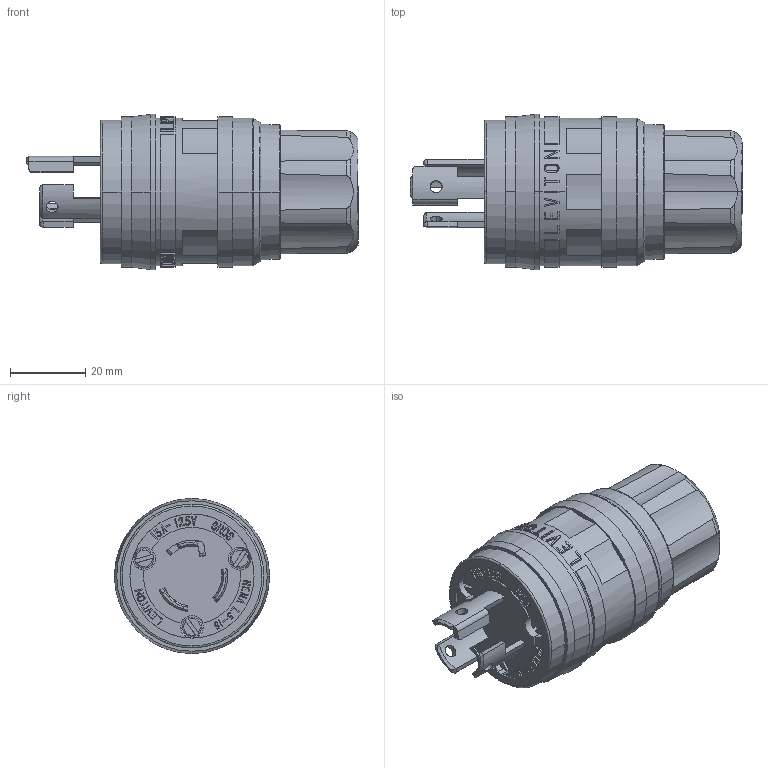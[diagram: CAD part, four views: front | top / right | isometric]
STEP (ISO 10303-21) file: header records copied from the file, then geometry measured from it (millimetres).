
FILE_DESCRIPTION (( 'STEP AP214' ), '1' );
FILE_NAME ('ORC6135-M01.STEP', '2025-03-07T15:16:35', ( '' ), ( '' ), 'SwSTEP 2.0', 'SolidWorks 2024', '' );
FILE_SCHEMA (( 'AUTOMOTIVE_DESIGN' ));
Length unit declared in the file: inch
Products named in the file (1): ORC6135-M01
Bounding box: 88.04 x 41.15 x 41.15 mm (x, y, z)
Surface area: 12059.5 mm2 (no closed solid volume)
Topology: 0 solids, 4 shells, 611 faces, 1817 edges, 1222 vertices
Faces by surface type: plane 451, cylinder 95, bspline 42, cone 23
Entity records: 25550 total; most frequent: CARTESIAN_POINT 9667, ORIENTED_EDGE 3397, DIRECTION 2971, EDGE_CURVE 1817, LINE 1273, VECTOR 1273, VERTEX_POINT 1222, AXIS2_PLACEMENT_3D 849
